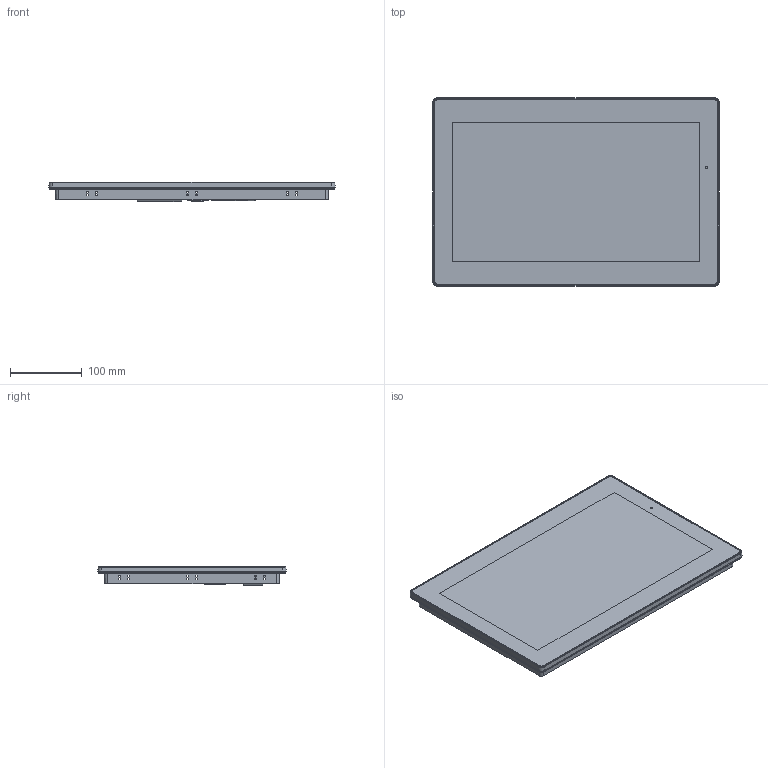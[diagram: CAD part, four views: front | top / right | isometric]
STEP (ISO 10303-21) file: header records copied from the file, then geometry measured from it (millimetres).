
FILE_DESCRIPTION (( 'STEP AP214' ), '1' );
FILE_NAME ('cMT3161X.STEP', '2020-07-08T02:02:19', ( '' ), ( '' ), 'SwSTEP 2.0', 'SolidWorks 2019', '' );
FILE_SCHEMA (( 'AUTOMOTIVE_DESIGN' ));
Length unit declared in the file: millimetre
Products named in the file (1): cMT3161X
Bounding box: 400 x 263 x 27.6 mm (x, y, z)
Surface area: 294054.3 mm2 (no closed solid volume)
Topology: 0 solids, 91 shells, 1064 faces, 4845 edges, 3893 vertices
Faces by surface type: plane 514, cylinder 336, cone 104, bspline 60, torus 40, sphere 10
Entity records: 69547 total; most frequent: CARTESIAN_POINT 20303, DIRECTION 7166, ORIENTED_EDGE 6996, EDGE_CURVE 4827, VERTEX_POINT 3893, LINE 2830, VECTOR 2830, AXIS2_PLACEMENT_3D 2168
